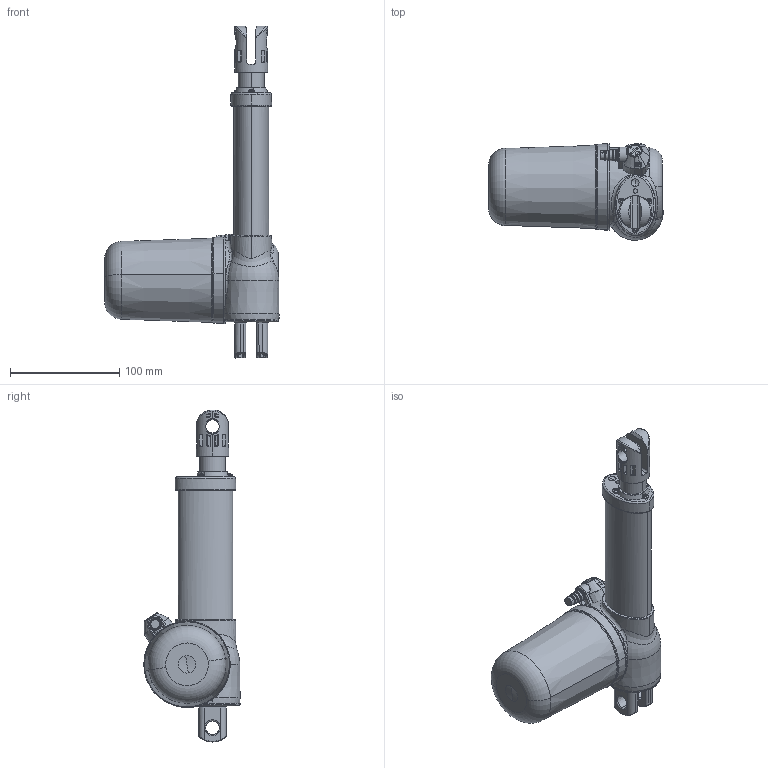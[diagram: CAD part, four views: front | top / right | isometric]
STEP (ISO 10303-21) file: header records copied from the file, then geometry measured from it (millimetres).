
FILE_DESCRIPTION (( 'STEP AP203' ), '1' );
FILE_NAME ('Megamat 2.STEP', '2013-06-26T08:35:45', ( 'admin' ), ( 'Hewlett-Packard Company' ), 'SwSTEP 2.0', 'SolidWorks 2012', '' );
FILE_SCHEMA (( 'CONFIG_CONTROL_DESIGN' ));
Length unit declared in the file: millimetre
Products named in the file (1): Megamat 2
Bounding box: 159.75 x 88.15 x 303.48 mm (x, y, z)
Volume: 929521.3 mm3; surface area: 81731.7 mm2
Topology: 1 solids, 1 shells, 1041 faces, 2603 edges, 1598 vertices
Faces by surface type: plane 355, cylinder 233, bspline 205, cone 115, torus 74, sphere 59
Entity records: 39213 total; most frequent: CARTESIAN_POINT 16593, ORIENTED_EDGE 5162, DIRECTION 4206, EDGE_CURVE 2581, AXIS2_PLACEMENT_3D 1661, VERTEX_POINT 1598, EDGE_LOOP 1105, ADVANCED_FACE 1041
